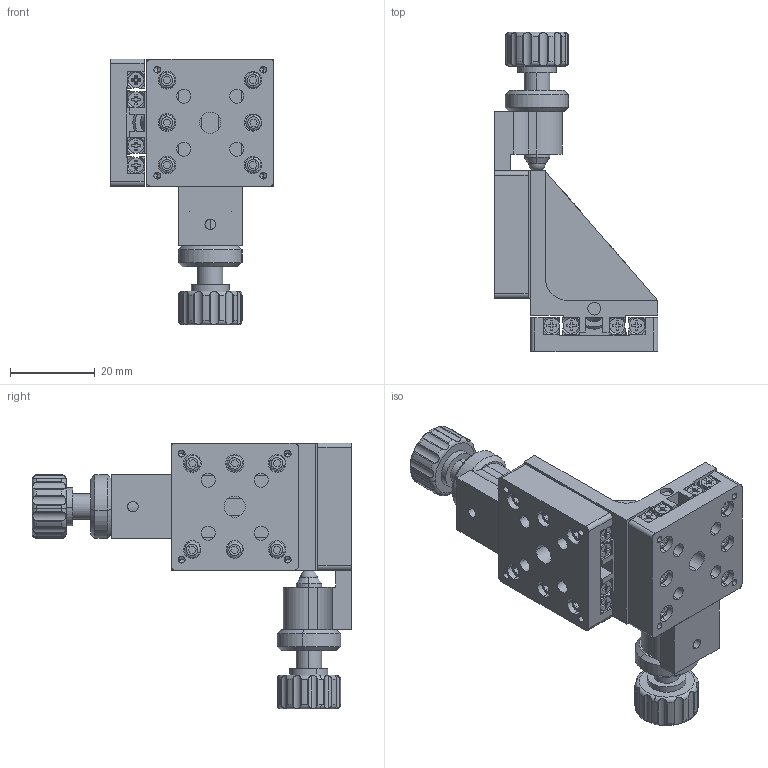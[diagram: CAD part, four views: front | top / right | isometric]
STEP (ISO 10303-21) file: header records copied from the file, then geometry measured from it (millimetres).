
FILE_DESCRIPTION (( 'STEP AP203' ), '1' );
FILE_NAME ('56CTS-XZM.STEP', '2016-05-03T03:57:23', ( '' ), ( '' ), 'SwSTEP 2.0', 'SolidWorks 2016', '' );
FILE_SCHEMA (( 'CONFIG_CONTROL_DESIGN' ));
Length unit declared in the file: millimetre
Products named in the file (1): 56CTS-XZM
Bounding box: 38.6 x 75.33 x 62.73 mm (x, y, z)
Volume: 29382.6 mm3; surface area: 29862.4 mm2
Topology: 73 solids, 73 shells, 1850 faces, 4603 edges, 2951 vertices
Faces by surface type: plane 874, cylinder 626, cone 286, torus 60, sphere 4
Entity records: 56802 total; most frequent: CARTESIAN_POINT 12189, DIRECTION 9309, ORIENTED_EDGE 9110, EDGE_CURVE 4555, AXIS2_PLACEMENT_3D 3355, VERTEX_POINT 2945, VECTOR 2599, LINE 2599
